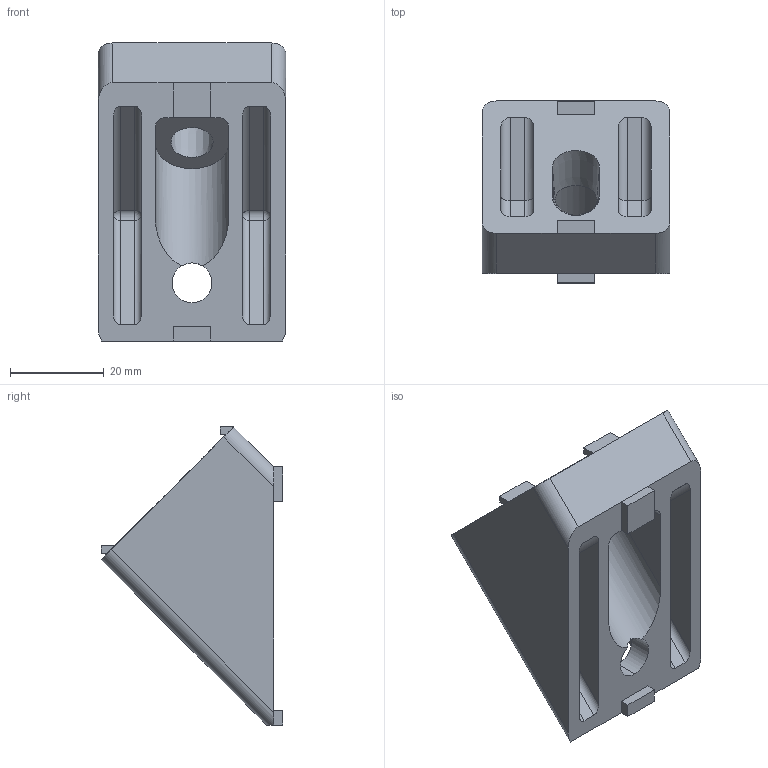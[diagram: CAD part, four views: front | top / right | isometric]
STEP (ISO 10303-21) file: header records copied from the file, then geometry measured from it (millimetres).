
FILE_DESCRIPTION (( 'STEP AP214' ), '1' );
FILE_NAME ('FIXE08E1479-Equerre de renfort 8 40-45°.step', '2023-03-24T10:03:58', ( 'Altae' ), ( '' ), 'SwSTEP 2.0', 'SolidWorks 2021', '' );
FILE_SCHEMA (( 'AUTOMOTIVE_DESIGN' ));
Length unit declared in the file: millimetre
Products named in the file (1): FIXE08E1479-Equerre de renfort 8 40-45°
Bounding box: 40 x 38.77 x 63.55 mm (x, y, z)
Volume: 32078.3 mm3; surface area: 13852.7 mm2
Topology: 1 solids, 1 shells, 94 faces, 245 edges, 154 vertices
Faces by surface type: plane 51, cylinder 34, sphere 4, torus 2, bspline 2, cone 1
Entity records: 2905 total; most frequent: CARTESIAN_POINT 722, ORIENTED_EDGE 474, DIRECTION 407, EDGE_CURVE 237, LINE 155, VECTOR 155, VERTEX_POINT 150, AXIS2_PLACEMENT_3D 126
